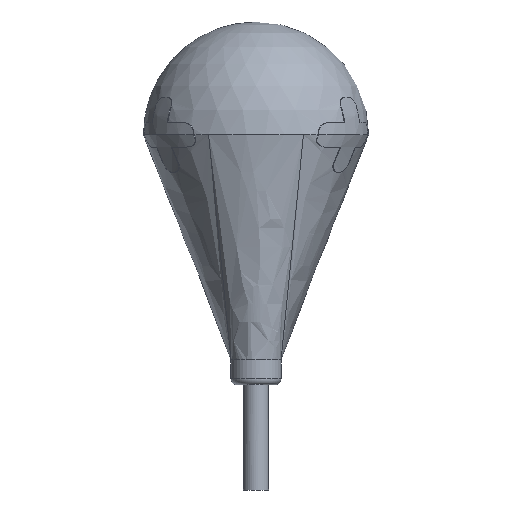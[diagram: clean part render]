
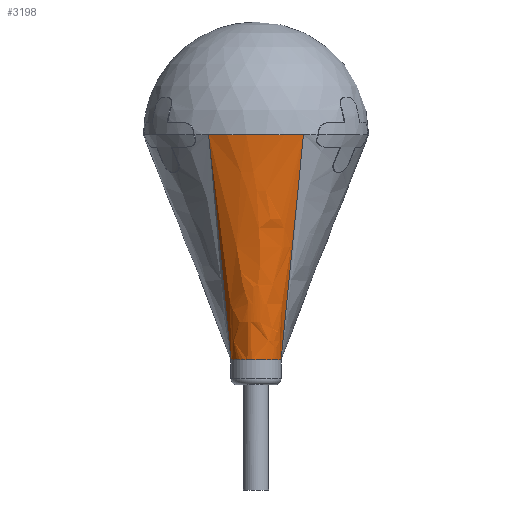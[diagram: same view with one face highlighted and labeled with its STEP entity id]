
A CAD part, left-side view. The second image highlights one B-rep face of the part: STEP entity #3198.
In plain terms, the highlighted free-form (B-spline) face has degree [9, 1] with [10, 2] control points.
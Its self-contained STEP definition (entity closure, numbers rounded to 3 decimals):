
#29=DIRECTION('',(0.,0.,-1.));
#30=DIRECTION('',(0.,1.,0.));
#871=DIRECTION('',(0.,-1.,0.));
#1903=CIRCLE('',#1904,2.25);
#1904=AXIS2_PLACEMENT_3D('',#1905,#29,#30);
#1905=CARTESIAN_POINT('',(1.25,0.,5.1));
#1916=VERTEX_POINT('',#1917);
#1917=CARTESIAN_POINT('',(-0.79,0.949,5.1));
#1918=ORIENTED_EDGE('',*,*,#1919,.F.);
#1919=EDGE_CURVE('',#1920,#1916,#1903,.T.);
#1920=VERTEX_POINT('',#1921);
#1921=CARTESIAN_POINT('',(-0.79,-0.949,5.1));
#2065=EDGE_CURVE('',#2066,#1916,#2068,.T.);
#2066=VERTEX_POINT('',#2067);
#2067=CARTESIAN_POINT('',(0.175,0.5,0.6));
#2068=B_SPLINE_CURVE_WITH_KNOTS('',1,(#2067,#1917),.UNSPECIFIED.,.F.,.F.,(2,2),(0.,1.),.PIECEWISE_BEZIER_KNOTS.);
#2156=VERTEX_POINT('',#2157);
#2157=CARTESIAN_POINT('',(0.175,-0.5,0.6));
#2161=EDGE_CURVE('',#2156,#1920,#2162,.T.);
#2162=B_SPLINE_CURVE_WITH_KNOTS('',1,(#2157,#1921),.UNSPECIFIED.,.F.,.F.,(2,2),(0.,1.),.PIECEWISE_BEZIER_KNOTS.);
#3198=ADVANCED_FACE('',(#3199),#3208,.F.);
#3199=FACE_BOUND('',#3200,.F.);
#3200=EDGE_LOOP('',(#3201,#3206,#1918,#3207));
#3201=ORIENTED_EDGE('',*,*,#3202,.T.);
#3202=EDGE_CURVE('',#2156,#2066,#3203,.T.);
#3203=CIRCLE('',#3204,0.5);
#3204=AXIS2_PLACEMENT_3D('',#3205,#29,#871);
#3205=CARTESIAN_POINT('',(0.175,0.,0.6));
#3206=ORIENTED_EDGE('',*,*,#2065,.T.);
#3207=ORIENTED_EDGE('',*,*,#2161,.F.);
#3208=B_SPLINE_SURFACE_WITH_KNOTS('',9,1,((#2157,#1921),(#3209,#3210),(#3211,#3212),(#3213,#3214),(#3215,#3216),(#3217,#3218),(#3219,#3220),(#3221,#3222),(#3223,#3224),(#2067,#1917)),.UNSPECIFIED.,.F.,.F.,.F.,(10,10),(2,2),(0.,3.142),(0.,1.),.PIECEWISE_BEZIER_KNOTS.);
#3209=CARTESIAN_POINT('',(0.,-0.5,0.6));
#3210=CARTESIAN_POINT('',(-0.882,-0.752,5.1));
#3211=CARTESIAN_POINT('',(-0.174,-0.431,0.6));
#3212=CARTESIAN_POINT('',(-0.952,-0.544,5.1));
#3213=CARTESIAN_POINT('',(-0.318,-0.294,0.6));
#3214=CARTESIAN_POINT('',(-1.,-0.329,5.1));
#3215=CARTESIAN_POINT('',(-0.4,-0.105,0.6));
#3216=CARTESIAN_POINT('',(-1.024,-0.11,5.1));
#3217=CARTESIAN_POINT('',(-0.4,0.105,0.6));
#3218=CARTESIAN_POINT('',(-1.024,0.11,5.1));
#3219=CARTESIAN_POINT('',(-0.318,0.294,0.6));
#3220=CARTESIAN_POINT('',(-1.,0.329,5.1));
#3221=CARTESIAN_POINT('',(-0.174,0.431,0.6));
#3222=CARTESIAN_POINT('',(-0.952,0.544,5.1));
#3223=CARTESIAN_POINT('',(0.,0.5,0.6));
#3224=CARTESIAN_POINT('',(-0.882,0.752,5.1));
